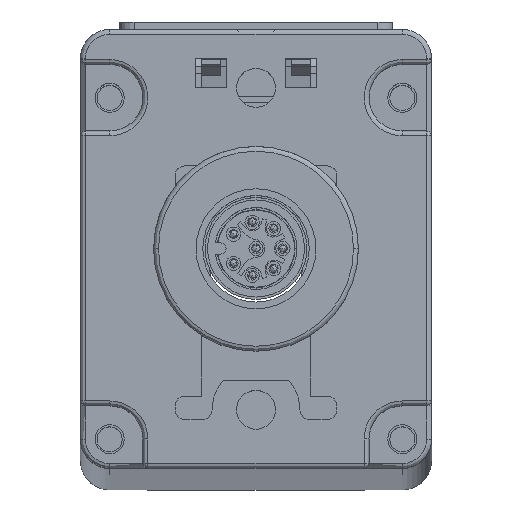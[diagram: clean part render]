
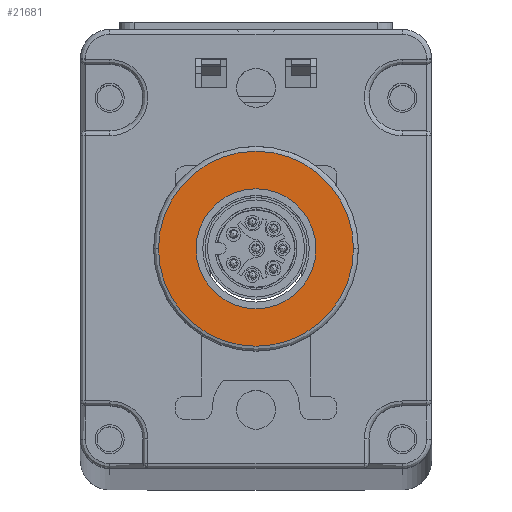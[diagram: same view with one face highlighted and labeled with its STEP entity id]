
A CAD part, top view. The second image highlights one B-rep face of the part: STEP entity #21681.
In plain terms, the highlighted planar face has unit normal (0, 0, 1).
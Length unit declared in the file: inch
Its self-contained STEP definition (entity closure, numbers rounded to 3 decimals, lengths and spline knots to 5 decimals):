
#8395=CARTESIAN_POINT('',(0.,0.88583,0.15748));
#8396=DIRECTION('',(0.,0.,1.));
#8397=DIRECTION('',(1.,0.,0.));
#8398=AXIS2_PLACEMENT_3D('',#8395,#8396,#8397);
#8400=CARTESIAN_POINT('',(0.,0.88583,0.15748));
#8401=DIRECTION('',(0.,0.,1.));
#8402=DIRECTION('',(-1.,0.,0.));
#8403=AXIS2_PLACEMENT_3D('',#8400,#8401,#8402);
#8405=CARTESIAN_POINT('',(0.,0.88583,0.15748));
#8406=DIRECTION('',(0.,0.,1.));
#8407=DIRECTION('',(1.,0.,0.));
#8408=AXIS2_PLACEMENT_3D('',#8405,#8406,#8407);
#8420=CARTESIAN_POINT('',(0.,0.88583,0.15748));
#8421=DIRECTION('',(0.,0.,1.));
#8422=DIRECTION('',(-1.,0.,0.));
#8423=AXIS2_PLACEMENT_3D('',#8420,#8421,#8422);
#9619=CARTESIAN_POINT('',(0.24213,0.88583,
0.15748));
#9620=CARTESIAN_POINT('',(-0.24213,0.88583,
0.15748));
#9621=VERTEX_POINT('',#9619);
#9622=VERTEX_POINT('',#9620);
#9927=CARTESIAN_POINT('',(0.3937,0.88583,
0.15748));
#9928=CARTESIAN_POINT('',(-0.3937,0.88583,
0.15748));
#9929=VERTEX_POINT('',#9927);
#9930=VERTEX_POINT('',#9928);
#21665=CARTESIAN_POINT('',(0.,0.,0.15748));
#21666=DIRECTION('',(0.,0.,1.));
#21667=DIRECTION('',(1.,0.,0.));
#21668=AXIS2_PLACEMENT_3D('',#21665,#21666,#21667);
#21669=PLANE('',#21668);
#21671=ORIENTED_EDGE('',*,*,#21670,.F.);
#21673=ORIENTED_EDGE('',*,*,#21672,.F.);
#21674=EDGE_LOOP('',(#21671,#21673));
#21675=FACE_OUTER_BOUND('',#21674,.F.);
#21676=ORIENTED_EDGE('',*,*,#21655,.T.);
#21678=ORIENTED_EDGE('',*,*,#21677,.T.);
#21679=EDGE_LOOP('',(#21676,#21678));
#21680=FACE_BOUND('',#21679,.F.);
#21681=ADVANCED_FACE('',(#21675,#21680),#21669,.T.);
#8399=CIRCLE('',#8398,0.24213);
#8404=CIRCLE('',#8403,0.24213);
#8409=CIRCLE('',#8408,0.3937);
#8424=CIRCLE('',#8423,0.3937);
#21655=EDGE_CURVE('',#9621,#9622,#8399,.T.);
#21670=EDGE_CURVE('',#9929,#9930,#8409,.T.);
#21672=EDGE_CURVE('',#9930,#9929,#8424,.T.);
#21677=EDGE_CURVE('',#9622,#9621,#8404,.T.);
